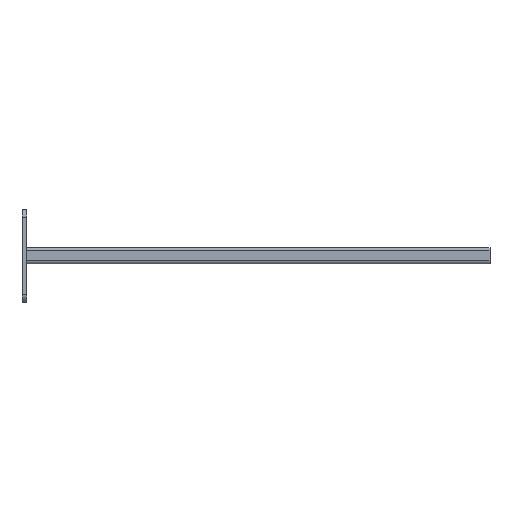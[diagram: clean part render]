
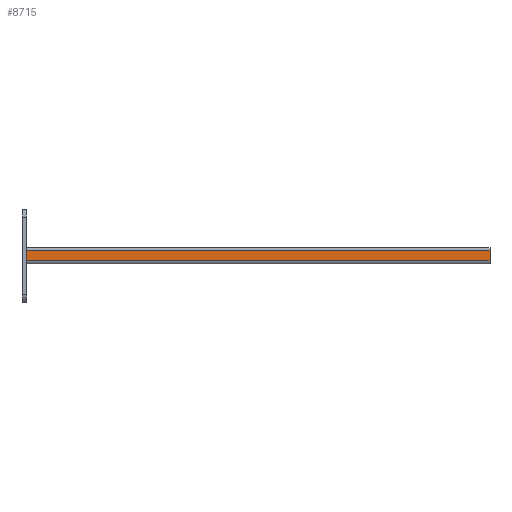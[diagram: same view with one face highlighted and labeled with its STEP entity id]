
A CAD part, front view. The second image highlights one B-rep face of the part: STEP entity #8715.
In plain terms, the highlighted face is planar.
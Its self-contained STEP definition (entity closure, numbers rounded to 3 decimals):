
#402 = DIRECTION ( 'NONE',  ( 0., 0., -1. ) ) ;
#517 = DIRECTION ( 'NONE',  ( -1., 0., 0. ) ) ;
#1380 = CARTESIAN_POINT ( 'NONE',  ( 20.5, 17.25, -300. ) ) ;
#3160 = CARTESIAN_POINT ( 'NONE',  ( 20.5, 17.25, -600. ) ) ;
#3674 = EDGE_CURVE ( 'NONE', #34420, #14800, #25419, .T. ) ;
#4020 = VECTOR ( 'NONE', #35993, 1000. ) ;
#7338 = LINE ( 'NONE', #11748, #13441 ) ;
#8701 = PLANE ( 'NONE',  #35927 ) ;
#8715 = ADVANCED_FACE ( 'NONE', ( #30698 ), #8701, .F. ) ;
#9015 = VERTEX_POINT ( 'NONE', #13058 ) ;
#11423 = LINE ( 'NONE', #1380, #4020 ) ;
#11748 = CARTESIAN_POINT ( 'NONE',  ( 20.5, 0., 0. ) ) ;
#13058 = CARTESIAN_POINT ( 'NONE',  ( 20.5, 3.75, 0. ) ) ;
#13441 = VECTOR ( 'NONE', #14411, 1000. ) ;
#14411 = DIRECTION ( 'NONE',  ( 0., 1., 0. ) ) ;
#14800 = VERTEX_POINT ( 'NONE', #3160 ) ;
#14903 = VERTEX_POINT ( 'NONE', #17507 ) ;
#16224 = CARTESIAN_POINT ( 'NONE',  ( 20.5, 3.75, -300. ) ) ;
#16460 = ORIENTED_EDGE ( 'NONE', *, *, #3674, .T. ) ;
#17507 = CARTESIAN_POINT ( 'NONE',  ( 20.5, 17.25, 0. ) ) ;
#18535 = DIRECTION ( 'NONE',  ( 0., 0., 1. ) ) ;
#18613 = VECTOR ( 'NONE', #18535, 1000. ) ;
#18889 = CARTESIAN_POINT ( 'NONE',  ( 20.5, 3.75, -600. ) ) ;
#19098 = EDGE_CURVE ( 'NONE', #9015, #14903, #7338, .T. ) ;
#21781 = CARTESIAN_POINT ( 'NONE',  ( 20.5, 0., -600. ) ) ;
#22671 = EDGE_CURVE ( 'NONE', #14800, #14903, #11423, .T. ) ;
#22753 = VECTOR ( 'NONE', #35437, 1000. ) ;
#25331 = ORIENTED_EDGE ( 'NONE', *, *, #22671, .T. ) ;
#25419 = LINE ( 'NONE', #21781, #22753 ) ;
#28512 = ORIENTED_EDGE ( 'NONE', *, *, #34387, .F. ) ;
#30391 = LINE ( 'NONE', #16224, #18613 ) ;
#30698 = FACE_OUTER_BOUND ( 'NONE', #31397, .T. ) ;
#31397 = EDGE_LOOP ( 'NONE', ( #32032, #28512, #16460, #25331 ) ) ;
#32032 = ORIENTED_EDGE ( 'NONE', *, *, #19098, .F. ) ;
#33869 = CARTESIAN_POINT ( 'NONE',  ( 20.5, 0., -300. ) ) ;
#34387 = EDGE_CURVE ( 'NONE', #34420, #9015, #30391, .T. ) ;
#34420 = VERTEX_POINT ( 'NONE', #18889 ) ;
#35437 = DIRECTION ( 'NONE',  ( 0., 1., 0. ) ) ;
#35927 = AXIS2_PLACEMENT_3D ( 'NONE', #33869, #517, #402 ) ;
#35993 = DIRECTION ( 'NONE',  ( 0., 0., 1. ) ) ;
